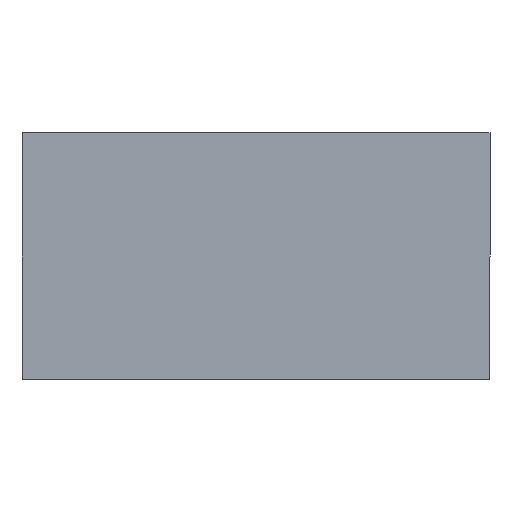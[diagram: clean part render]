
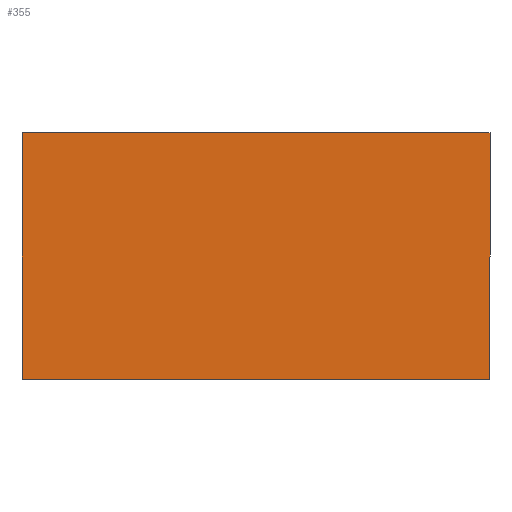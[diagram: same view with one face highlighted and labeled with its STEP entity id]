
A CAD part, front view. The second image highlights one B-rep face of the part: STEP entity #355.
In plain terms, the highlighted planar face has unit normal (0, -1, 0).
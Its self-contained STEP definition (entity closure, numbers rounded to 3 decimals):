
#3 = CARTESIAN_POINT ( 'NONE',  ( -4.75, 0., 2.5 ) ) ;
#7 = EDGE_LOOP ( 'NONE', ( #280, #57, #412, #640 ) ) ;
#42 = DIRECTION ( 'NONE',  ( 0., 0., -1. ) ) ;
#57 = ORIENTED_EDGE ( 'NONE', *, *, #388, .F. ) ;
#63 = VECTOR ( 'NONE', #616, 1000. ) ;
#66 = LINE ( 'NONE', #103, #279 ) ;
#93 = CARTESIAN_POINT ( 'NONE',  ( 0., 0., 0. ) ) ;
#103 = CARTESIAN_POINT ( 'NONE',  ( -4.75, 0., 0. ) ) ;
#114 = CARTESIAN_POINT ( 'NONE',  ( -4.75, 0., -2.5 ) ) ;
#138 = CARTESIAN_POINT ( 'NONE',  ( 0., 0., -2.5 ) ) ;
#143 = CARTESIAN_POINT ( 'NONE',  ( 4.75, 0., -2.5 ) ) ;
#151 = VERTEX_POINT ( 'NONE', #317 ) ;
#170 = VERTEX_POINT ( 'NONE', #114 ) ;
#217 = LINE ( 'NONE', #246, #520 ) ;
#237 = CARTESIAN_POINT ( 'NONE',  ( 0., 0., 2.5 ) ) ;
#246 = CARTESIAN_POINT ( 'NONE',  ( 4.75, 0., 0. ) ) ;
#279 = VECTOR ( 'NONE', #361, 1000. ) ;
#280 = ORIENTED_EDGE ( 'NONE', *, *, #284, .T. ) ;
#284 = EDGE_CURVE ( 'NONE', #170, #607, #402, .T. ) ;
#302 = EDGE_CURVE ( 'NONE', #517, #151, #334, .T. ) ;
#317 = CARTESIAN_POINT ( 'NONE',  ( 4.75, 0., 2.5 ) ) ;
#334 = LINE ( 'NONE', #237, #63 ) ;
#355 = ADVANCED_FACE ( 'NONE', ( #639 ), #588, .F. ) ;
#361 = DIRECTION ( 'NONE',  ( 0., 0., -1. ) ) ;
#372 = EDGE_CURVE ( 'NONE', #517, #170, #66, .T. ) ;
#373 = VECTOR ( 'NONE', #483, 1000. ) ;
#388 = EDGE_CURVE ( 'NONE', #151, #607, #217, .T. ) ;
#401 = DIRECTION ( 'NONE',  ( 0., 0., 1. ) ) ;
#402 = LINE ( 'NONE', #138, #373 ) ;
#412 = ORIENTED_EDGE ( 'NONE', *, *, #302, .F. ) ;
#414 = DIRECTION ( 'NONE',  ( 0., 1., 0. ) ) ;
#465 = AXIS2_PLACEMENT_3D ( 'NONE', #93, #414, #401 ) ;
#483 = DIRECTION ( 'NONE',  ( 1., 0., 0. ) ) ;
#517 = VERTEX_POINT ( 'NONE', #3 ) ;
#520 = VECTOR ( 'NONE', #42, 1000. ) ;
#588 = PLANE ( 'NONE',  #465 ) ;
#607 = VERTEX_POINT ( 'NONE', #143 ) ;
#616 = DIRECTION ( 'NONE',  ( 1., 0., 0. ) ) ;
#639 = FACE_OUTER_BOUND ( 'NONE', #7, .T. ) ;
#640 = ORIENTED_EDGE ( 'NONE', *, *, #372, .T. ) ;
